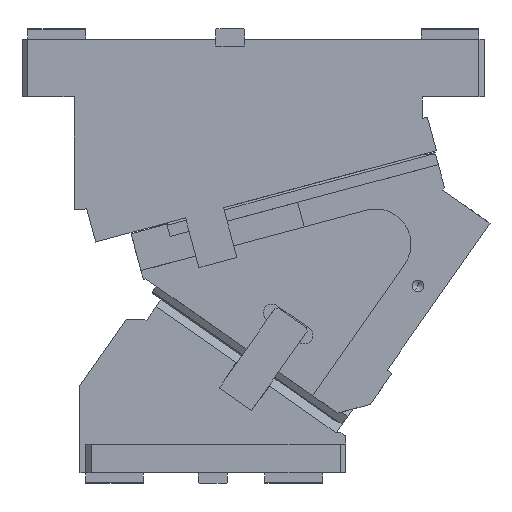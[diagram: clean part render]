
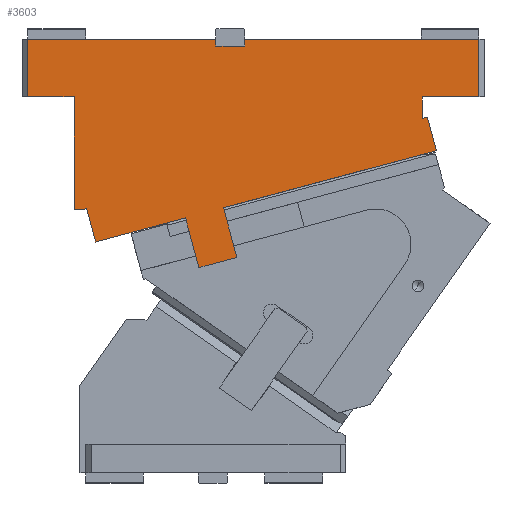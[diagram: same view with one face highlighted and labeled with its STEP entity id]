
A CAD part, front view. The second image highlights one B-rep face of the part: STEP entity #3603.
In plain terms, the highlighted planar face has unit normal (0, -1, 0).
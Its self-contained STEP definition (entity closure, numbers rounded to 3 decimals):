
#385=CARTESIAN_POINT('Vertex',(192.5,-200.,0.)) ;
#388=CARTESIAN_POINT('Line Origine',(293.75,-200.,0.)) ;
#392=CARTESIAN_POINT('Vertex',(395.,-200.,0.)) ;
#1629=CARTESIAN_POINT('Vertex',(63.606,-200.,-175.408)) ;
#1632=CARTESIAN_POINT('Line Origine',(59.724,-200.,-160.919)) ;
#1636=CARTESIAN_POINT('Vertex',(55.842,-200.,-146.43)) ;
#1667=CARTESIAN_POINT('Line Origine',(54.779,-200.,-146.715)) ;
#1671=CARTESIAN_POINT('Vertex',(53.716,-200.,-147.)) ;
#1705=CARTESIAN_POINT('Line Origine',(49.358,-200.,-147.)) ;
#1709=CARTESIAN_POINT('Vertex',(45.,-200.,-147.)) ;
#1807=CARTESIAN_POINT('Line Origine',(45.,-200.,-98.5)) ;
#1811=CARTESIAN_POINT('Vertex',(45.,-200.,-50.)) ;
#1991=CARTESIAN_POINT('Line Origine',(169.302,-200.,-193.157)) ;
#1995=CARTESIAN_POINT('Vertex',(152.881,-200.,-197.557)) ;
#1997=CARTESIAN_POINT('Vertex',(185.722,-200.,-188.757)) ;
#2039=CARTESIAN_POINT('Line Origine',(147.122,-200.,-176.065)) ;
#2043=CARTESIAN_POINT('Vertex',(141.363,-200.,-154.573)) ;
#2538=CARTESIAN_POINT('Vertex',(5.,-200.,-50.)) ;
#2541=CARTESIAN_POINT('Line Origine',(5.,-200.,-25.)) ;
#2545=CARTESIAN_POINT('Vertex',(5.,-200.,0.)) ;
#2572=CARTESIAN_POINT('Line Origine',(395.,-200.,-25.)) ;
#2576=CARTESIAN_POINT('Vertex',(395.,-200.,-50.)) ;
#3101=CARTESIAN_POINT('Line Origine',(370.5,-200.,-50.)) ;
#3105=CARTESIAN_POINT('Vertex',(346.,-200.,-50.)) ;
#3200=CARTESIAN_POINT('Vertex',(346.,-200.,-68.683)) ;
#3215=CARTESIAN_POINT('Line Origine',(346.,-200.,-59.341)) ;
#3236=CARTESIAN_POINT('Line Origine',(348.225,-200.,-68.087)) ;
#3240=CARTESIAN_POINT('Vertex',(350.449,-200.,-67.491)) ;
#3435=CARTESIAN_POINT('Vertex',(167.5,-200.,0.)) ;
#3438=CARTESIAN_POINT('Line Origine',(167.5,-200.,-3.)) ;
#3442=CARTESIAN_POINT('Vertex',(167.5,-200.,-6.)) ;
#3501=CARTESIAN_POINT('Vertex',(192.5,-200.,-6.)) ;
#3504=CARTESIAN_POINT('Line Origine',(192.5,-200.,-3.)) ;
#3521=CARTESIAN_POINT('Line Origine',(180.,-200.,-6.)) ;
#3533=CARTESIAN_POINT('Axis2P3D Location',(0.,-200.,0.)) ;
#3538=CARTESIAN_POINT('Line Origine',(86.25,-200.,0.)) ;
#3543=CARTESIAN_POINT('Line Origine',(25.,-200.,-50.)) ;
#3548=CARTESIAN_POINT('Line Origine',(86.789,-200.,-169.197)) ;
#3552=CARTESIAN_POINT('Vertex',(109.971,-200.,-162.985)) ;
#3555=CARTESIAN_POINT('Line Origine',(125.667,-200.,-158.779)) ;
#3560=CARTESIAN_POINT('Line Origine',(179.964,-200.,-167.265)) ;
#3564=CARTESIAN_POINT('Vertex',(174.205,-200.,-145.773)) ;
#3567=CARTESIAN_POINT('Line Origine',(266.209,-200.,-121.121)) ;
#3571=CARTESIAN_POINT('Vertex',(358.214,-200.,-96.468)) ;
#3574=CARTESIAN_POINT('Line Origine',(354.332,-200.,-81.98)) ;
#389=DIRECTION('Vector Direction',(1.,0.,0.)) ;
#1633=DIRECTION('Vector Direction',(0.259,0.,-0.966)) ;
#1668=DIRECTION('Vector Direction',(-0.966,0.,-0.259)) ;
#1706=DIRECTION('Vector Direction',(1.,0.,0.)) ;
#1808=DIRECTION('Vector Direction',(0.,0.,-1.)) ;
#1992=DIRECTION('Vector Direction',(0.966,0.,0.259)) ;
#2040=DIRECTION('Vector Direction',(-0.259,0.,0.966)) ;
#2542=DIRECTION('Vector Direction',(0.,0.,-1.)) ;
#2573=DIRECTION('Vector Direction',(0.,0.,1.)) ;
#3102=DIRECTION('Vector Direction',(-1.,0.,0.)) ;
#3216=DIRECTION('Vector Direction',(0.,0.,1.)) ;
#3237=DIRECTION('Vector Direction',(0.966,0.,0.259)) ;
#3439=DIRECTION('Vector Direction',(0.,0.,1.)) ;
#3505=DIRECTION('Vector Direction',(0.,0.,-1.)) ;
#3522=DIRECTION('Vector Direction',(1.,0.,0.)) ;
#3534=DIRECTION('Axis2P3D Direction',(0.,1.,0.)) ;
#3535=DIRECTION('Axis2P3D XDirection',(0.,0.,1.)) ;
#3539=DIRECTION('Vector Direction',(1.,0.,0.)) ;
#3544=DIRECTION('Vector Direction',(1.,0.,0.)) ;
#3549=DIRECTION('Vector Direction',(0.966,0.,0.259)) ;
#3556=DIRECTION('Vector Direction',(-0.966,0.,-0.259)) ;
#3561=DIRECTION('Vector Direction',(-0.259,0.,0.966)) ;
#3568=DIRECTION('Vector Direction',(-0.966,0.,-0.259)) ;
#3575=DIRECTION('Vector Direction',(0.259,0.,-0.966)) ;
#3536=AXIS2_PLACEMENT_3D('Plane Axis2P3D',#3533,#3534,#3535) ;
#3580=ORIENTED_EDGE('',*,*,#3444,.T.) ;
#3581=ORIENTED_EDGE('',*,*,#3542,.F.) ;
#3582=ORIENTED_EDGE('',*,*,#2547,.T.) ;
#3583=ORIENTED_EDGE('',*,*,#3547,.T.) ;
#3584=ORIENTED_EDGE('',*,*,#1813,.T.) ;
#3585=ORIENTED_EDGE('',*,*,#1711,.T.) ;
#3586=ORIENTED_EDGE('',*,*,#1673,.F.) ;
#3587=ORIENTED_EDGE('',*,*,#1638,.T.) ;
#3588=ORIENTED_EDGE('',*,*,#3554,.T.) ;
#3589=ORIENTED_EDGE('',*,*,#3559,.T.) ;
#3590=ORIENTED_EDGE('',*,*,#2045,.F.) ;
#3591=ORIENTED_EDGE('',*,*,#1999,.T.) ;
#3592=ORIENTED_EDGE('',*,*,#3566,.T.) ;
#3593=ORIENTED_EDGE('',*,*,#3573,.T.) ;
#3594=ORIENTED_EDGE('',*,*,#3578,.T.) ;
#3595=ORIENTED_EDGE('',*,*,#3242,.T.) ;
#3596=ORIENTED_EDGE('',*,*,#3219,.T.) ;
#3597=ORIENTED_EDGE('',*,*,#3107,.F.) ;
#3598=ORIENTED_EDGE('',*,*,#2578,.T.) ;
#3599=ORIENTED_EDGE('',*,*,#394,.F.) ;
#3600=ORIENTED_EDGE('',*,*,#3508,.T.) ;
#3601=ORIENTED_EDGE('',*,*,#3525,.F.) ;
#390=VECTOR('Line Direction',#389,1.) ;
#1634=VECTOR('Line Direction',#1633,1.) ;
#1669=VECTOR('Line Direction',#1668,1.) ;
#1707=VECTOR('Line Direction',#1706,1.) ;
#1809=VECTOR('Line Direction',#1808,1.) ;
#1993=VECTOR('Line Direction',#1992,1.) ;
#2041=VECTOR('Line Direction',#2040,1.) ;
#2543=VECTOR('Line Direction',#2542,1.) ;
#2574=VECTOR('Line Direction',#2573,1.) ;
#3103=VECTOR('Line Direction',#3102,1.) ;
#3217=VECTOR('Line Direction',#3216,1.) ;
#3238=VECTOR('Line Direction',#3237,1.) ;
#3440=VECTOR('Line Direction',#3439,1.) ;
#3506=VECTOR('Line Direction',#3505,1.) ;
#3523=VECTOR('Line Direction',#3522,1.) ;
#3540=VECTOR('Line Direction',#3539,1.) ;
#3545=VECTOR('Line Direction',#3544,1.) ;
#3550=VECTOR('Line Direction',#3549,1.) ;
#3557=VECTOR('Line Direction',#3556,1.) ;
#3562=VECTOR('Line Direction',#3561,1.) ;
#3569=VECTOR('Line Direction',#3568,1.) ;
#3576=VECTOR('Line Direction',#3575,1.) ;
#3603=ADVANCED_FACE('CAM HOLDER',(#3602),#3537,.F.) ;
#394=EDGE_CURVE('',#386,#393,#391,.T.) ;
#1638=EDGE_CURVE('',#1637,#1630,#1635,.T.) ;
#1673=EDGE_CURVE('',#1637,#1672,#1670,.T.) ;
#1711=EDGE_CURVE('',#1710,#1672,#1708,.T.) ;
#1813=EDGE_CURVE('',#1812,#1710,#1810,.T.) ;
#1999=EDGE_CURVE('',#1996,#1998,#1994,.T.) ;
#2045=EDGE_CURVE('',#1996,#2044,#2042,.T.) ;
#2547=EDGE_CURVE('',#2546,#2539,#2544,.T.) ;
#2578=EDGE_CURVE('',#2577,#393,#2575,.T.) ;
#3107=EDGE_CURVE('',#2577,#3106,#3104,.T.) ;
#3219=EDGE_CURVE('',#3201,#3106,#3218,.T.) ;
#3242=EDGE_CURVE('',#3241,#3201,#3239,.F.) ;
#3444=EDGE_CURVE('',#3443,#3436,#3441,.T.) ;
#3508=EDGE_CURVE('',#386,#3502,#3507,.T.) ;
#3525=EDGE_CURVE('',#3443,#3502,#3524,.T.) ;
#3542=EDGE_CURVE('',#2546,#3436,#3541,.T.) ;
#3547=EDGE_CURVE('',#2539,#1812,#3546,.T.) ;
#3554=EDGE_CURVE('',#1630,#3553,#3551,.T.) ;
#3559=EDGE_CURVE('',#3553,#2044,#3558,.F.) ;
#3566=EDGE_CURVE('',#1998,#3565,#3563,.T.) ;
#3573=EDGE_CURVE('',#3565,#3572,#3570,.F.) ;
#3578=EDGE_CURVE('',#3572,#3241,#3577,.F.) ;
#3579=EDGE_LOOP('',(#3580,#3581,#3582,#3583,#3584,#3585,#3586,#3587,#3588,#3589,#3590,#3591,#3592,#3593,#3594,#3595,#3596,#3597,#3598,#3599,#3600,#3601)) ;
#3602=FACE_OUTER_BOUND('',#3579,.T.) ;
#391=LINE('Line',#388,#390) ;
#1635=LINE('Line',#1632,#1634) ;
#1670=LINE('Line',#1667,#1669) ;
#1708=LINE('Line',#1705,#1707) ;
#1810=LINE('Line',#1807,#1809) ;
#1994=LINE('Line',#1991,#1993) ;
#2042=LINE('Line',#2039,#2041) ;
#2544=LINE('Line',#2541,#2543) ;
#2575=LINE('Line',#2572,#2574) ;
#3104=LINE('Line',#3101,#3103) ;
#3218=LINE('Line',#3215,#3217) ;
#3239=LINE('Line',#3236,#3238) ;
#3441=LINE('Line',#3438,#3440) ;
#3507=LINE('Line',#3504,#3506) ;
#3524=LINE('Line',#3521,#3523) ;
#3541=LINE('Line',#3538,#3540) ;
#3546=LINE('Line',#3543,#3545) ;
#3551=LINE('Line',#3548,#3550) ;
#3558=LINE('Line',#3555,#3557) ;
#3563=LINE('Line',#3560,#3562) ;
#3570=LINE('Line',#3567,#3569) ;
#3577=LINE('Line',#3574,#3576) ;
#3537=PLANE('Plane',#3536) ;
#386=VERTEX_POINT('',#385) ;
#393=VERTEX_POINT('',#392) ;
#1630=VERTEX_POINT('',#1629) ;
#1637=VERTEX_POINT('',#1636) ;
#1672=VERTEX_POINT('',#1671) ;
#1710=VERTEX_POINT('',#1709) ;
#1812=VERTEX_POINT('',#1811) ;
#1996=VERTEX_POINT('',#1995) ;
#1998=VERTEX_POINT('',#1997) ;
#2044=VERTEX_POINT('',#2043) ;
#2539=VERTEX_POINT('',#2538) ;
#2546=VERTEX_POINT('',#2545) ;
#2577=VERTEX_POINT('',#2576) ;
#3106=VERTEX_POINT('',#3105) ;
#3201=VERTEX_POINT('',#3200) ;
#3241=VERTEX_POINT('',#3240) ;
#3436=VERTEX_POINT('',#3435) ;
#3443=VERTEX_POINT('',#3442) ;
#3502=VERTEX_POINT('',#3501) ;
#3553=VERTEX_POINT('',#3552) ;
#3565=VERTEX_POINT('',#3564) ;
#3572=VERTEX_POINT('',#3571) ;
